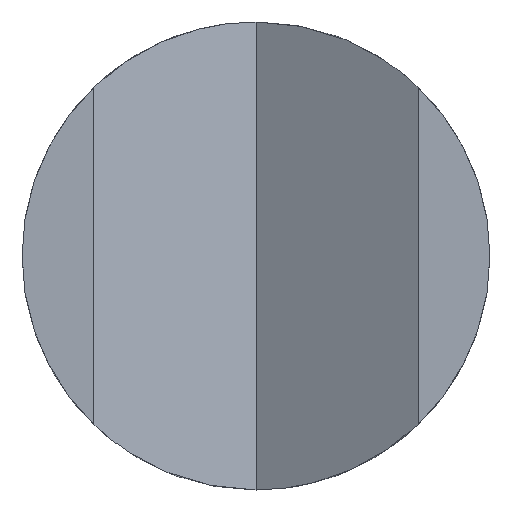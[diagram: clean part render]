
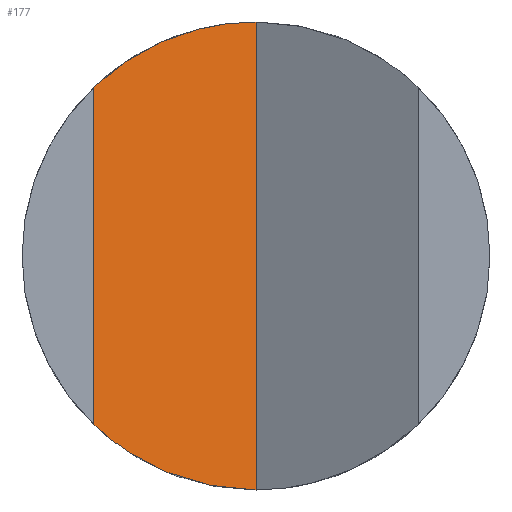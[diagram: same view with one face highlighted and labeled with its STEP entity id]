
A CAD part, top view. The second image highlights one B-rep face of the part: STEP entity #177.
In plain terms, the highlighted planar face has unit normal (0.5, 0, 0.866).
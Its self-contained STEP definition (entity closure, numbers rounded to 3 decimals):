
#85=VERTEX_POINT('',#219);
#105=VERTEX_POINT('',#242);
#111=VERTEX_POINT('',#250);
#115=EDGE_CURVE('',#105,#131,#254,.T.);
#121=EDGE_CURVE('',#111,#85,#260,.T.);
#131=VERTEX_POINT('',#271);
#141=EDGE_CURVE('',#85,#105,#282,.T.);
#169=EDGE_CURVE('',#131,#111,#312,.T.);
#177=ADVANCED_FACE('',(#321),#322,.F.);
#219=CARTESIAN_POINT('',(0.0,-22.5,6.0));
#242=CARTESIAN_POINT('',(-15.588,-16.225,15.0));
#250=CARTESIAN_POINT('',(0.0,22.5,6.0));
#254=LINE('',#399,#400);
#260=LINE('',#408,#409);
#271=CARTESIAN_POINT('',(-15.588,16.225,15.0));
#282=ELLIPSE('',#435,25.981,22.5);
#312=ELLIPSE('',#478,25.981,22.5);
#321=FACE_OUTER_BOUND('',#490,.T.);
#322=PLANE('',#491);
#399=CARTESIAN_POINT('',(-15.588,0.,15.0));
#400=VECTOR('',#574,1.0);
#408=CARTESIAN_POINT('',(0.0,0.,6.0));
#409=VECTOR('',#578,1.0);
#435=AXIS2_PLACEMENT_3D('',#603,#604,#605);
#478=AXIS2_PLACEMENT_3D('',#634,#635,#636);
#490=EDGE_LOOP('',(#650,#651,#652,#653));
#491=AXIS2_PLACEMENT_3D('',#654,#655,#656);
#574=DIRECTION('',(0.,1.0,0.0));
#578=DIRECTION('',(0.0,-1.0,0.));
#603=CARTESIAN_POINT('',(0.,0.,6.));
#604=DIRECTION('',(-0.5,0.,-0.866));
#605=DIRECTION('',(-0.866,0.,0.5));
#634=CARTESIAN_POINT('',(0.,0.,6.));
#635=DIRECTION('',(-0.5,0.,-0.866));
#636=DIRECTION('',(-0.866,0.,0.5));
#650=ORIENTED_EDGE('',*,*,#169,.F.);
#651=ORIENTED_EDGE('',*,*,#115,.F.);
#652=ORIENTED_EDGE('',*,*,#141,.F.);
#653=ORIENTED_EDGE('',*,*,#121,.F.);
#654=CARTESIAN_POINT('',(0.0,0.,6.0));
#655=DIRECTION('',(-0.5,0.,-0.866));
#656=DIRECTION('',(0.0,-1.0,0.));
